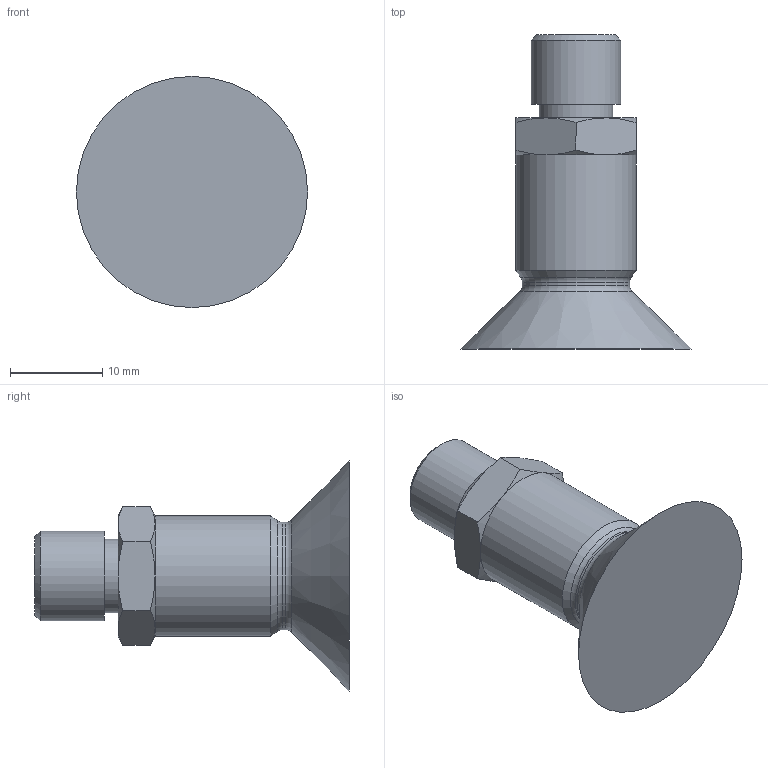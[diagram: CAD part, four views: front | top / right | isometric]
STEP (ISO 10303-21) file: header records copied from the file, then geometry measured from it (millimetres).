
FILE_DESCRIPTION(/* description */ (''),/* implementation_level */ '2;1');
FILE_NAME(/* name */ 'vc25cn+rac3r1-8m.stp',/* time_stamp */ '2020-03-25T13:30:41+01:00',/* author */ ('nebuc'),/* organization */ (''),/* preprocessor_version */ 'ST-DEVELOPER v17',/* originating_system */ 'Autodesk Inventor 2019',/* authorisation */ '');
FILE_SCHEMA (('AUTOMOTIVE_DESIGN { 1 0 10303 214 3 1 1 }'));
Length unit declared in the file: millimetre
Products named in the file (1): vc25sb+rac3r1-8m
Bounding box: 25 x 34 x 25 mm (x, y, z)
Volume: 4788.3 mm3; surface area: 2374 mm2
Topology: 1 solids, 1 shells, 33 faces, 82 edges, 54 vertices
Faces by surface type: cone 15, plane 11, cylinder 5, torus 2
Full cylindrical faces by diameter (mm): 3 x1, 8 x1, 9.728 x1, 11.6 x1, 13 x1
Entity records: 1063 total; most frequent: CARTESIAN_POINT 218, DIRECTION 170, ORIENTED_EDGE 164, EDGE_CURVE 82, AXIS2_PLACEMENT_3D 78, VERTEX_POINT 54, CIRCLE 44, EDGE_LOOP 36
